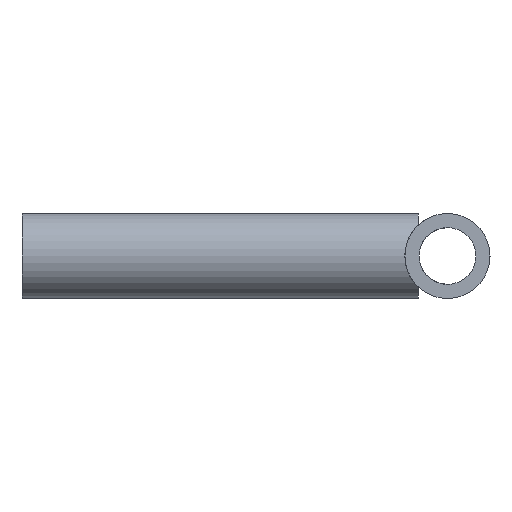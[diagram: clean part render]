
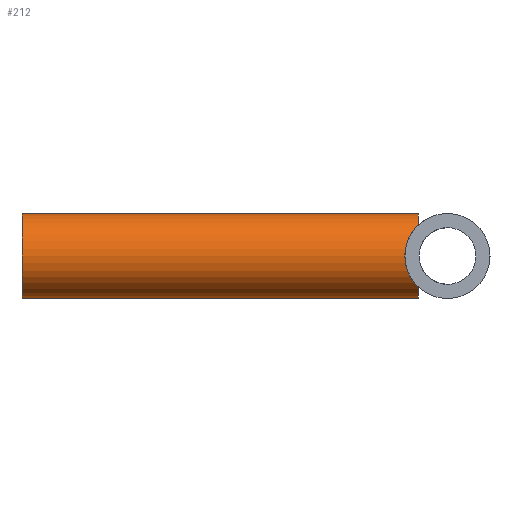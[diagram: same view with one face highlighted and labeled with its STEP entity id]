
A CAD part, left-side view. The second image highlights one B-rep face of the part: STEP entity #212.
In plain terms, the highlighted cylindrical face has radius 3 mm (diameter 6 mm), a full revolution.
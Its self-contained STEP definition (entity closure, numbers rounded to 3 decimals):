
#30=LINE('',#396,#39);
#39=VECTOR('',#333,3.);
#54=FACE_OUTER_BOUND('',#69,.T.);
#69=EDGE_LOOP('',(#188,#189,#190,#191));
#83=CIRCLE('',#263,3.);
#84=CIRCLE('',#264,3.);
#110=VERTEX_POINT('',#393);
#111=VERTEX_POINT('',#395);
#137=EDGE_CURVE('',#110,#110,#83,.T.);
#138=EDGE_CURVE('',#110,#111,#30,.T.);
#139=EDGE_CURVE('',#111,#111,#84,.T.);
#188=ORIENTED_EDGE('',*,*,#137,.F.);
#189=ORIENTED_EDGE('',*,*,#138,.T.);
#190=ORIENTED_EDGE('',*,*,#139,.T.);
#191=ORIENTED_EDGE('',*,*,#138,.F.);
#202=CYLINDRICAL_SURFACE('',#262,3.);
#212=ADVANCED_FACE('',(#54),#202,.T.);
#262=AXIS2_PLACEMENT_3D('',#392,#329,#330);
#263=AXIS2_PLACEMENT_3D('',#394,#331,#332);
#264=AXIS2_PLACEMENT_3D('',#397,#334,#335);
#329=DIRECTION('center_axis',(0.,-1.,0.));
#330=DIRECTION('ref_axis',(1.,0.,0.));
#331=DIRECTION('center_axis',(0.,-1.,0.));
#332=DIRECTION('ref_axis',(1.,0.,0.));
#333=DIRECTION('',(0.,1.,0.));
#334=DIRECTION('center_axis',(0.,-1.,0.));
#335=DIRECTION('ref_axis',(1.,0.,0.));
#392=CARTESIAN_POINT('Origin',(30.,30.,0.));
#393=CARTESIAN_POINT('',(27.,2.05,0.));
#394=CARTESIAN_POINT('Origin',(30.,2.05,0.));
#395=CARTESIAN_POINT('',(27.,30.,0.));
#396=CARTESIAN_POINT('',(27.,30.,0.));
#397=CARTESIAN_POINT('Origin',(30.,30.,0.));
